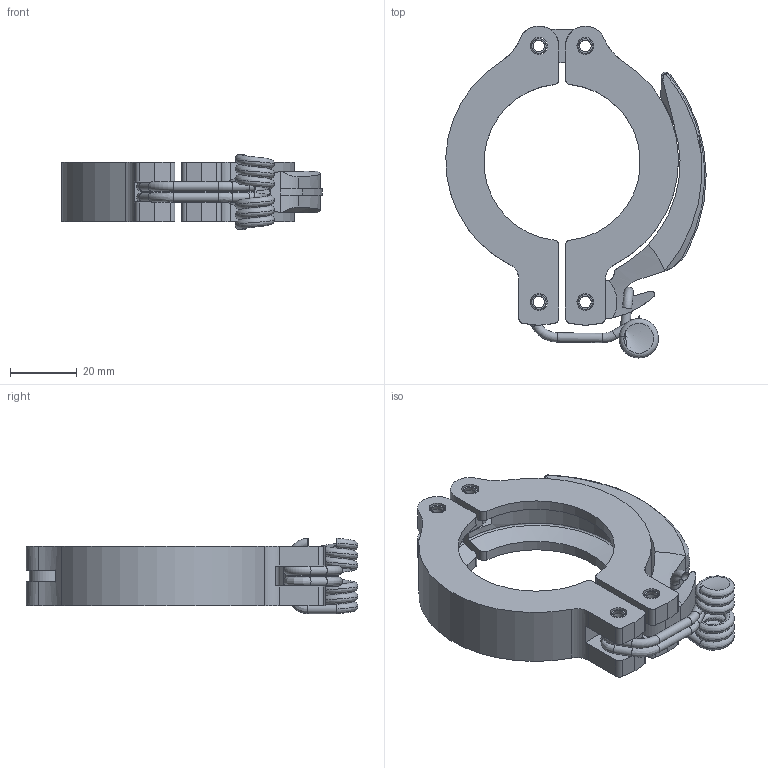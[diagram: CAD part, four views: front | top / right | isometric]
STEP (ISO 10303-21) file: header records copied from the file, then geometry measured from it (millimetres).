
FILE_DESCRIPTION (( 'STEP AP214' ), '1' );
FILE_NAME ('CR1KF40-.STEP', '2024-10-21T13:34:03', ( '' ), ( '' ), 'SwSTEP 2.0', 'SolidWorks 2017', '' );
FILE_SCHEMA (( 'AUTOMOTIVE_DESIGN' ));
Length unit declared in the file: millimetre
Products named in the file (1): CR1KF40-
Bounding box: 78.29 x 99.81 x 22.69 mm (x, y, z)
Volume: 41915.9 mm3; surface area: 24875 mm2
Topology: 6 solids, 6 shells, 201 faces, 548 edges, 354 vertices
Faces by surface type: cylinder 83, plane 68, cone 24, bspline 21, torus 5
Full cylindrical faces by diameter (mm): 2.8 x7, 4.16 x4, 5 x4, 5.1 x8, 5.4 x1, 5.5 x2
Entity records: 8607 total; most frequent: CARTESIAN_POINT 3868, ORIENTED_EDGE 952, DIRECTION 926, EDGE_CURVE 476, AXIS2_PLACEMENT_3D 369, VERTEX_POINT 333, EDGE_LOOP 275, FACE_OUTER_BOUND 233
